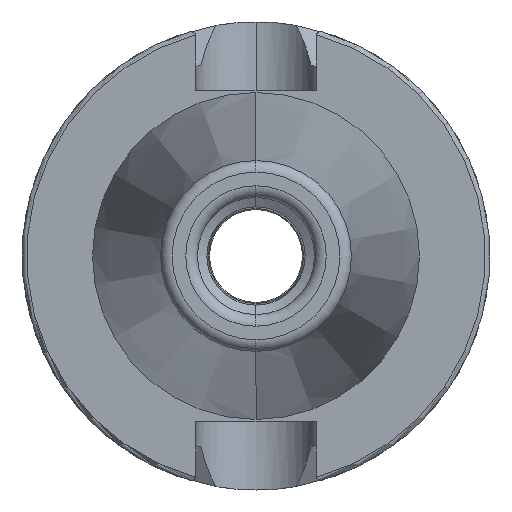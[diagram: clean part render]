
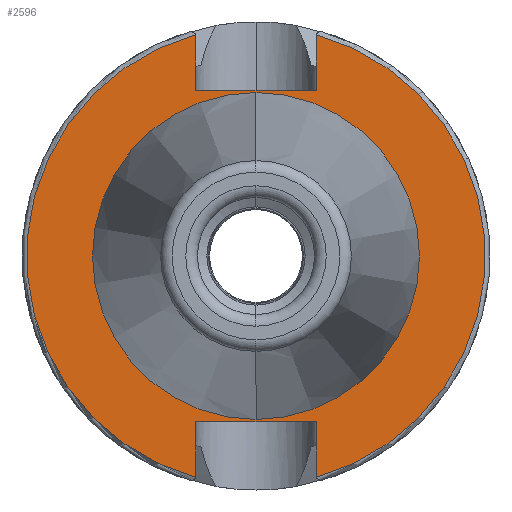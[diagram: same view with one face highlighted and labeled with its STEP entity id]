
A CAD part, left-side view. The second image highlights one B-rep face of the part: STEP entity #2596.
In plain terms, the highlighted planar face has unit normal (-1, 0, 0).
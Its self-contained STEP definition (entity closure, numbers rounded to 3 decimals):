
#50 = VERTEX_POINT ( 'NONE', #265 ) ;
#85 = DIRECTION ( 'NONE',  ( 1., 0., 0. ) ) ;
#122 = CARTESIAN_POINT ( 'NONE',  ( 3., 0., 0. ) ) ;
#129 = EDGE_CURVE ( 'NONE', #1216, #1988, #2681, .T. ) ;
#149 = EDGE_CURVE ( 'NONE', #620, #1216, #2644, .T. ) ;
#159 = DIRECTION ( 'NONE',  ( 1., 0., 0. ) ) ;
#169 = DIRECTION ( 'NONE',  ( 0., 0., -1. ) ) ;
#181 = VERTEX_POINT ( 'NONE', #1697 ) ;
#215 = VERTEX_POINT ( 'NONE', #1639 ) ;
#216 = EDGE_CURVE ( 'NONE', #620, #222, #2578, .T. ) ;
#222 = VERTEX_POINT ( 'NONE', #2018 ) ;
#239 = CARTESIAN_POINT ( 'NONE',  ( 3., 0., 0. ) ) ;
#265 = CARTESIAN_POINT ( 'NONE',  ( 3., 12.85, -35.4 ) ) ;
#283 = DIRECTION ( 'NONE',  ( 0., 0., -1. ) ) ;
#342 = EDGE_CURVE ( 'NONE', #215, #222, #2455, .T. ) ;
#383 = EDGE_CURVE ( 'NONE', #50, #215, #2404, .T. ) ;
#404 = EDGE_CURVE ( 'NONE', #50, #1677, #2421, .T. ) ;
#517 = EDGE_CURVE ( 'NONE', #181, #3087, #2314, .T. ) ;
#530 = EDGE_LOOP ( 'NONE', ( #2033, #2028 ) ) ;
#532 = EDGE_CURVE ( 'NONE', #1677, #896, #2340, .T. ) ;
#539 = EDGE_CURVE ( 'NONE', #1988, #896, #2304, .T. ) ;
#587 = CARTESIAN_POINT ( 'NONE',  ( 3., 12.85, -35.4 ) ) ;
#614 = DIRECTION ( 'NONE',  ( 0., 0., -1. ) ) ;
#620 = VERTEX_POINT ( 'NONE', #1399 ) ;
#720 = AXIS2_PLACEMENT_3D ( 'NONE', #1007, #1030, #1041 ) ;
#756 = CARTESIAN_POINT ( 'NONE',  ( 3., -12.85, -35.4 ) ) ;
#770 = AXIS2_PLACEMENT_3D ( 'NONE', #2871, #3023, #2904 ) ;
#772 = CARTESIAN_POINT ( 'NONE',  ( 3., -12.85, -47.285 ) ) ;
#896 = VERTEX_POINT ( 'NONE', #772 ) ;
#932 = DIRECTION ( 'NONE',  ( 0., 0., -1. ) ) ;
#945 = DIRECTION ( 'NONE',  ( 0., -1., 0. ) ) ;
#1007 = CARTESIAN_POINT ( 'NONE',  ( 3., 0., 0. ) ) ;
#1030 = DIRECTION ( 'NONE',  ( 1., 0., 0. ) ) ;
#1041 = DIRECTION ( 'NONE',  ( 0., 0., -1. ) ) ;
#1074 = AXIS2_PLACEMENT_3D ( 'NONE', #239, #159, #283 ) ;
#1216 = VERTEX_POINT ( 'NONE', #2602 ) ;
#1233 = CARTESIAN_POINT ( 'NONE',  ( 3., -12.85, 35.4 ) ) ;
#1254 = CARTESIAN_POINT ( 'NONE',  ( 3., -12.85, 35.4 ) ) ;
#1295 = CARTESIAN_POINT ( 'NONE',  ( 3., -12.85, 47.285 ) ) ;
#1296 = DIRECTION ( 'NONE',  ( 0., 0., 1. ) ) ;
#1301 = EDGE_CURVE ( 'NONE', #3087, #181, #2013, .T. ) ;
#1377 = FACE_BOUND ( 'NONE', #530, .T. ) ;
#1393 = FACE_OUTER_BOUND ( 'NONE', #3103, .T. ) ;
#1399 = CARTESIAN_POINT ( 'NONE',  ( 3., 12.85, 35.4 ) ) ;
#1410 = DIRECTION ( 'NONE',  ( 0., -1., 0. ) ) ;
#1478 = CARTESIAN_POINT ( 'NONE',  ( 3., 49., 0. ) ) ;
#1639 = CARTESIAN_POINT ( 'NONE',  ( 3., 12.85, -47.285 ) ) ;
#1664 = CARTESIAN_POINT ( 'NONE',  ( 3., -12.85, -35.4 ) ) ;
#1677 = VERTEX_POINT ( 'NONE', #1664 ) ;
#1697 = CARTESIAN_POINT ( 'NONE',  ( 3., 0., 34.925 ) ) ;
#1899 = ORIENTED_EDGE ( 'NONE', *, *, #383, .F. ) ;
#1906 = ORIENTED_EDGE ( 'NONE', *, *, #342, .F. ) ;
#1909 = AXIS2_PLACEMENT_3D ( 'NONE', #1478, #2202, #2051 ) ;
#1910 = ORIENTED_EDGE ( 'NONE', *, *, #216, .T. ) ;
#1915 = ORIENTED_EDGE ( 'NONE', *, *, #149, .F. ) ;
#1924 = ORIENTED_EDGE ( 'NONE', *, *, #129, .F. ) ;
#1950 = CARTESIAN_POINT ( 'NONE',  ( 3., 12.85, 35.4 ) ) ;
#1988 = VERTEX_POINT ( 'NONE', #1295 ) ;
#2010 = ORIENTED_EDGE ( 'NONE', *, *, #539, .F. ) ;
#2012 = PLANE ( 'NONE',  #1909 ) ;
#2013 = CIRCLE ( 'NONE', #2059, 34.925 ) ;
#2014 = ORIENTED_EDGE ( 'NONE', *, *, #404, .T. ) ;
#2018 = CARTESIAN_POINT ( 'NONE',  ( 3., 12.85, 47.285 ) ) ;
#2019 = ORIENTED_EDGE ( 'NONE', *, *, #532, .T. ) ;
#2027 = DIRECTION ( 'NONE',  ( 0., 0., 1. ) ) ;
#2028 = ORIENTED_EDGE ( 'NONE', *, *, #517, .T. ) ;
#2033 = ORIENTED_EDGE ( 'NONE', *, *, #1301, .T. ) ;
#2051 = DIRECTION ( 'NONE',  ( 0., 0., 1. ) ) ;
#2059 = AXIS2_PLACEMENT_3D ( 'NONE', #122, #85, #169 ) ;
#2079 = CARTESIAN_POINT ( 'NONE',  ( 3., 0., -34.925 ) ) ;
#2202 = DIRECTION ( 'NONE',  ( -1., 0., 0. ) ) ;
#2301 = VECTOR ( 'NONE', #932, 1000. ) ;
#2304 = CIRCLE ( 'NONE', #720, 49. ) ;
#2314 = CIRCLE ( 'NONE', #770, 34.925 ) ;
#2340 = LINE ( 'NONE', #2930, #2301 ) ;
#2365 = VECTOR ( 'NONE', #945, 1000. ) ;
#2404 = LINE ( 'NONE', #587, #2448 ) ;
#2421 = LINE ( 'NONE', #756, #2365 ) ;
#2448 = VECTOR ( 'NONE', #614, 1000. ) ;
#2455 = CIRCLE ( 'NONE', #1074, 49. ) ;
#2573 = VECTOR ( 'NONE', #2027, 1000. ) ;
#2578 = LINE ( 'NONE', #1950, #2573 ) ;
#2596 = ADVANCED_FACE ( 'NONE', ( #1377, #1393 ), #2012, .T. ) ;
#2602 = CARTESIAN_POINT ( 'NONE',  ( 3., -12.85, 35.4 ) ) ;
#2643 = VECTOR ( 'NONE', #1410, 1000. ) ;
#2644 = LINE ( 'NONE', #1233, #2643 ) ;
#2669 = VECTOR ( 'NONE', #1296, 1000. ) ;
#2681 = LINE ( 'NONE', #1254, #2669 ) ;
#2871 = CARTESIAN_POINT ( 'NONE',  ( 3., 0., 0. ) ) ;
#2904 = DIRECTION ( 'NONE',  ( 0., 0., -1. ) ) ;
#2930 = CARTESIAN_POINT ( 'NONE',  ( 3., -12.85, -35.4 ) ) ;
#3023 = DIRECTION ( 'NONE',  ( 1., 0., 0. ) ) ;
#3087 = VERTEX_POINT ( 'NONE', #2079 ) ;
#3103 = EDGE_LOOP ( 'NONE', ( #2014, #2019, #2010, #1924, #1915, #1910, #1906, #1899 ) ) ;
